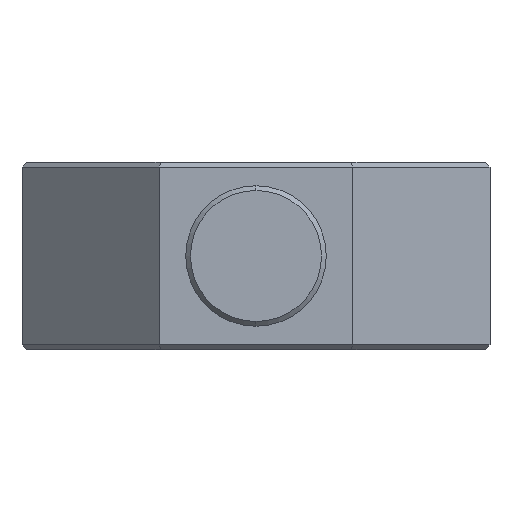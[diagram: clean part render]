
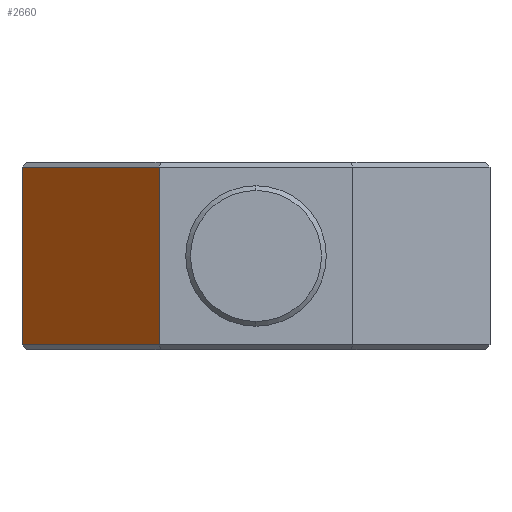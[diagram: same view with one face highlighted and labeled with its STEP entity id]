
A CAD part, left-side view. The second image highlights one B-rep face of the part: STEP entity #2660.
In plain terms, the highlighted planar face has unit normal (-0.707, 0.707, 0).
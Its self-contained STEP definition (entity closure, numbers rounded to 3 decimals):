
#104 = VECTOR ( 'NONE', #2640, 1000. ) ;
#144 = FACE_OUTER_BOUND ( 'NONE', #1711, .T. ) ;
#189 = DIRECTION ( 'NONE',  ( 0.707, -0.707, 0. ) ) ;
#322 = VERTEX_POINT ( 'NONE', #3287 ) ;
#367 = EDGE_CURVE ( 'NONE', #322, #1873, #1838, .T. ) ;
#529 = CARTESIAN_POINT ( 'NONE',  ( -20.711, 50., -19. ) ) ;
#595 = CARTESIAN_POINT ( 'NONE',  ( -20.711, 50., 20. ) ) ;
#633 = VECTOR ( 'NONE', #2994, 1000. ) ;
#862 = EDGE_CURVE ( 'NONE', #1450, #2042, #1260, .T. ) ;
#884 = LINE ( 'NONE', #1369, #2466 ) ;
#889 = ORIENTED_EDGE ( 'NONE', *, *, #3275, .T. ) ;
#900 = CARTESIAN_POINT ( 'NONE',  ( -20.711, 50., -19. ) ) ;
#955 = CARTESIAN_POINT ( 'NONE',  ( -50., 20.711, 19. ) ) ;
#1119 = DIRECTION ( 'NONE',  ( 0.707, 0.707, 0. ) ) ;
#1260 = LINE ( 'NONE', #2799, #633 ) ;
#1332 = CARTESIAN_POINT ( 'NONE',  ( -50., 20.711, -19. ) ) ;
#1369 = CARTESIAN_POINT ( 'NONE',  ( -20.711, 50., 19. ) ) ;
#1450 = VERTEX_POINT ( 'NONE', #955 ) ;
#1512 = ORIENTED_EDGE ( 'NONE', *, *, #2060, .T. ) ;
#1575 = ORIENTED_EDGE ( 'NONE', *, *, #367, .T. ) ;
#1579 = ORIENTED_EDGE ( 'NONE', *, *, #862, .F. ) ;
#1711 = EDGE_LOOP ( 'NONE', ( #1575, #889, #1579, #1512 ) ) ;
#1730 = CARTESIAN_POINT ( 'NONE',  ( -20.711, 50., 20. ) ) ;
#1781 = AXIS2_PLACEMENT_3D ( 'NONE', #1730, #189, #2263 ) ;
#1808 = VECTOR ( 'NONE', #2676, 1000. ) ;
#1838 = LINE ( 'NONE', #595, #104 ) ;
#1873 = VERTEX_POINT ( 'NONE', #529 ) ;
#2042 = VERTEX_POINT ( 'NONE', #1332 ) ;
#2060 = EDGE_CURVE ( 'NONE', #1450, #322, #884, .T. ) ;
#2263 = DIRECTION ( 'NONE',  ( 0.707, 0.707, 0. ) ) ;
#2466 = VECTOR ( 'NONE', #1119, 1000. ) ;
#2640 = DIRECTION ( 'NONE',  ( 0., 0., -1. ) ) ;
#2660 = ADVANCED_FACE ( 'NONE', ( #144 ), #3187, .F. ) ;
#2676 = DIRECTION ( 'NONE',  ( -0.707, -0.707, 0. ) ) ;
#2799 = CARTESIAN_POINT ( 'NONE',  ( -50., 20.711, 20. ) ) ;
#2929 = LINE ( 'NONE', #900, #1808 ) ;
#2994 = DIRECTION ( 'NONE',  ( 0., 0., -1. ) ) ;
#3187 = PLANE ( 'NONE',  #1781 ) ;
#3275 = EDGE_CURVE ( 'NONE', #1873, #2042, #2929, .T. ) ;
#3287 = CARTESIAN_POINT ( 'NONE',  ( -20.711, 50., 19. ) ) ;
